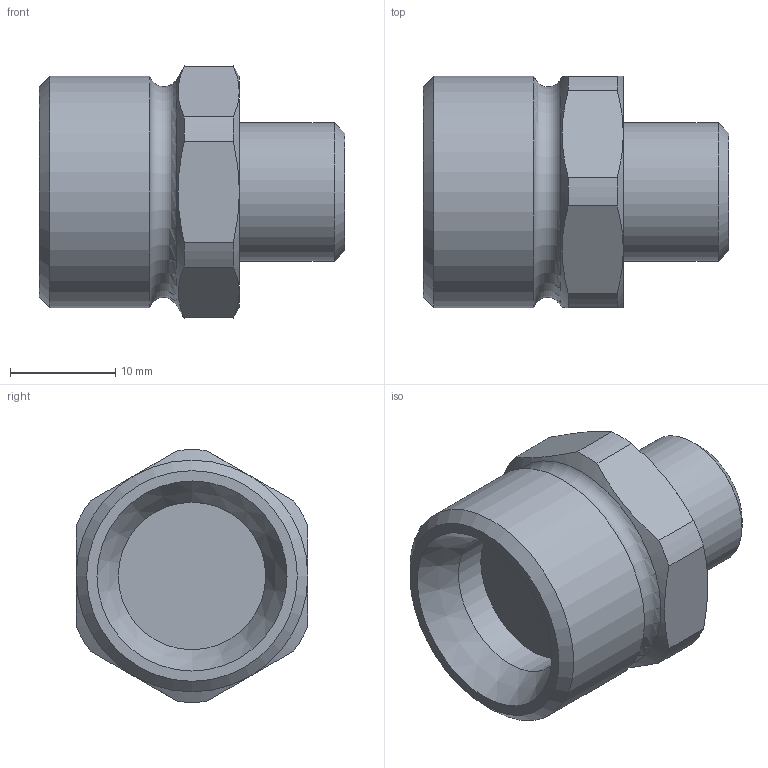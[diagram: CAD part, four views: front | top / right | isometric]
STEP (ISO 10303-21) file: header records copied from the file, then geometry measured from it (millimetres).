
FILE_DESCRIPTION(/* description */ ('Unknown'),/* implementation_level */ '2;1');
FILE_NAME(/* name */ '56539_Gegennippel_09_08_2023',/* time_stamp */ '2023-08-09T08:04:04+02:00',/* author */ ('Unknown'),/* organization */ ('Unknown'),/* preprocessor_version */ 'ST-DEVELOPER v18.104',/* originating_system */ 'Solid Edge',/* authorisation */ 'Unknown');
FILE_SCHEMA (('AUTOMOTIVE_DESIGN {1 0 10303 214 3 1 1}'));
Length unit declared in the file: millimetre
Products named in the file (1): 50000056539_Gegennippel
Bounding box: 29 x 22 x 23.98 mm (x, y, z)
Volume: 7303.1 mm3; surface area: 2825.1 mm2
Topology: 1 solids, 1 shells, 33 faces, 75 edges, 47 vertices
Faces by surface type: plane 11, cone 11, cylinder 10, torus 1
Full cylindrical faces by diameter (mm): 6 x1, 13.16 x1, 14 x1, 22 x1
Entity records: 896 total; most frequent: CARTESIAN_POINT 198, DIRECTION 142, ORIENTED_EDGE 122, AXIS2_PLACEMENT_3D 65, EDGE_CURVE 61, EDGE_LOOP 46, FACE_BOUND 46, VERTEX_POINT 43
